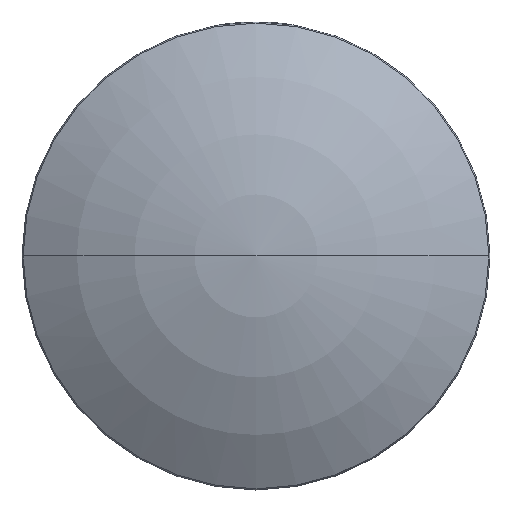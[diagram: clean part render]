
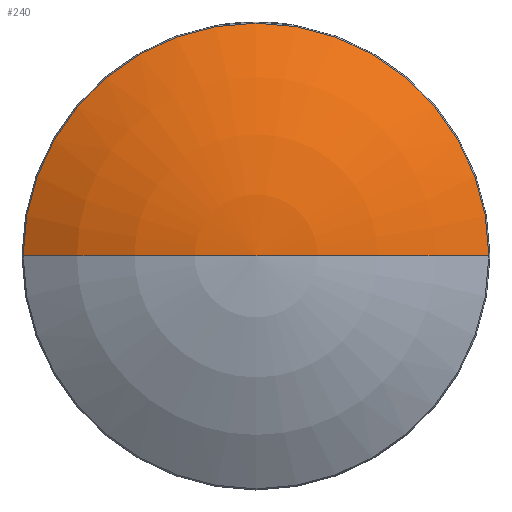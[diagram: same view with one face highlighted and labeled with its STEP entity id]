
A CAD part, top view. The second image highlights one B-rep face of the part: STEP entity #240.
In plain terms, the highlighted toroidal (fillet/blend) face has major radius 0.013 mm and minor radius 46 mm.
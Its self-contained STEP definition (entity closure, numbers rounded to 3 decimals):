
#18 = EDGE_LOOP ( 'NONE', ( #1807, #680, #95 ) ) ;
#95 = ORIENTED_EDGE ( 'NONE', *, *, #1967, .F. ) ;
#156 = CARTESIAN_POINT ( 'NONE',  ( -27.661, 30.349, 73.557 ) ) ;
#173 = DIRECTION ( 'NONE',  ( 1., 0., 0. ) ) ;
#221 = CIRCLE ( 'NONE', #1417, 46. ) ;
#240 = ADVANCED_FACE ( 'NONE', ( #879 ), #1253, .T. ) ;
#255 = CARTESIAN_POINT ( 'NONE',  ( -27.661, 30.349, 65.999 ) ) ;
#319 = DIRECTION ( 'NONE',  ( 0., -1., 0. ) ) ;
#337 = DIRECTION ( 'NONE',  ( 0., 0., -1. ) ) ;
#365 = EDGE_CURVE ( 'NONE', #1114, #1529, #706, .T. ) ;
#484 = CARTESIAN_POINT ( 'NONE',  ( -2.386, 30.349, 65.999 ) ) ;
#616 = EDGE_CURVE ( 'NONE', #1529, #1437, #1550, .T. ) ;
#680 = ORIENTED_EDGE ( 'NONE', *, *, #616, .T. ) ;
#706 = CIRCLE ( 'NONE', #1511, 25.275 ) ;
#815 = CARTESIAN_POINT ( 'NONE',  ( -27.661, 30.349, 27.557 ) ) ;
#865 = DIRECTION ( 'NONE',  ( -1., 0., 0. ) ) ;
#879 = FACE_OUTER_BOUND ( 'NONE', #18, .T. ) ;
#1114 = VERTEX_POINT ( 'NONE', #484 ) ;
#1136 = CARTESIAN_POINT ( 'NONE',  ( -52.936, 30.349, 65.999 ) ) ;
#1149 = DIRECTION ( 'NONE',  ( 0., 0., 1. ) ) ;
#1214 = AXIS2_PLACEMENT_3D ( 'NONE', #815, #1149, #173 ) ;
#1253 = TOROIDAL_SURFACE ( 'NONE', #1214, 0.013, 46. ) ;
#1417 = AXIS2_PLACEMENT_3D ( 'NONE', #1611, #319, #337 ) ;
#1437 = VERTEX_POINT ( 'NONE', #156 ) ;
#1442 = DIRECTION ( 'NONE',  ( -1., 0., 0. ) ) ;
#1511 = AXIS2_PLACEMENT_3D ( 'NONE', #255, #2077, #1442 ) ;
#1517 = DIRECTION ( 'NONE',  ( 0., 1., 0. ) ) ;
#1529 = VERTEX_POINT ( 'NONE', #1136 ) ;
#1550 = CIRCLE ( 'NONE', #2130, 46. ) ;
#1611 = CARTESIAN_POINT ( 'NONE',  ( -27.648, 30.349, 27.557 ) ) ;
#1678 = CARTESIAN_POINT ( 'NONE',  ( -27.674, 30.349, 27.557 ) ) ;
#1807 = ORIENTED_EDGE ( 'NONE', *, *, #365, .T. ) ;
#1967 = EDGE_CURVE ( 'NONE', #1114, #1437, #221, .T. ) ;
#2077 = DIRECTION ( 'NONE',  ( 0., 0., 1. ) ) ;
#2130 = AXIS2_PLACEMENT_3D ( 'NONE', #1678, #1517, #865 ) ;
